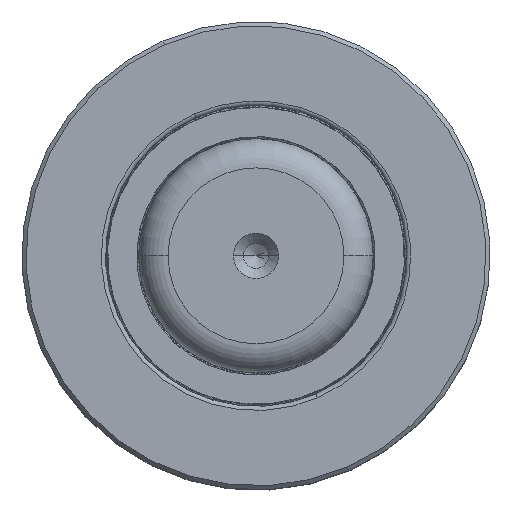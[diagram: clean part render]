
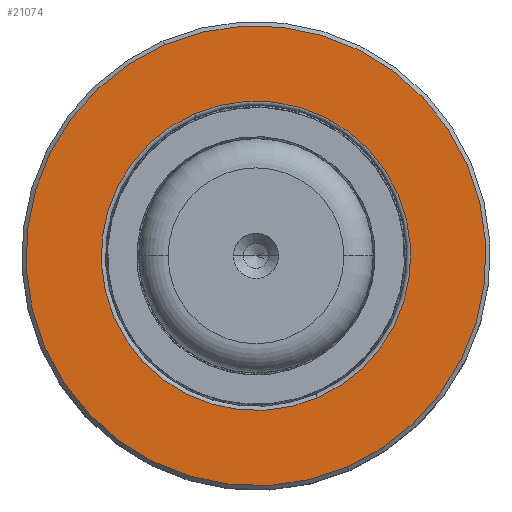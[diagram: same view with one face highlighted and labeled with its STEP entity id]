
A CAD part, top view. The second image highlights one B-rep face of the part: STEP entity #21074.
In plain terms, the highlighted face is planar.
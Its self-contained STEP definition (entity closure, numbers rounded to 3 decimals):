
#2541 = AXIS2_PLACEMENT_3D ( 'NONE', #18928, #39325, #8402 ) ;
#3011 = ORIENTED_EDGE ( 'NONE', *, *, #3383, .F. ) ;
#3383 = EDGE_CURVE ( 'NONE', #31469, #31013, #40172, .T. ) ;
#4120 = FACE_OUTER_BOUND ( 'NONE', #13761, .T. ) ;
#8402 = DIRECTION ( 'NONE',  ( 0., 0., -1. ) ) ;
#10926 = CARTESIAN_POINT ( 'NONE',  ( 0., 18.687, 0. ) ) ;
#11558 = CIRCLE ( 'NONE', #2541, 18.5 ) ;
#12117 = CARTESIAN_POINT ( 'NONE',  ( 0., 18.687, 0. ) ) ;
#13654 = DIRECTION ( 'NONE',  ( 0., 0., -1. ) ) ;
#13761 = EDGE_LOOP ( 'NONE', ( #33434, #3011 ) ) ;
#14363 = CARTESIAN_POINT ( 'NONE',  ( 0., 18.687, -27.5 ) ) ;
#14909 = CARTESIAN_POINT ( 'NONE',  ( 0., 18.687, 27.5 ) ) ;
#15812 = CARTESIAN_POINT ( 'NONE',  ( 27.5, 18.687, 0. ) ) ;
#15966 = DIRECTION ( 'NONE',  ( 0., -1., 0. ) ) ;
#16551 = ORIENTED_EDGE ( 'NONE', *, *, #39975, .T. ) ;
#17567 = AXIS2_PLACEMENT_3D ( 'NONE', #20805, #37213, #13654 ) ;
#17859 = EDGE_CURVE ( 'NONE', #31013, #31469, #41946, .T. ) ;
#18917 = CIRCLE ( 'NONE', #34845, 18.5 ) ;
#18928 = CARTESIAN_POINT ( 'NONE',  ( 0., 18.687, 0. ) ) ;
#18963 = DIRECTION ( 'NONE',  ( 0., 0., -1. ) ) ;
#20805 = CARTESIAN_POINT ( 'NONE',  ( 0., 18.687, 0. ) ) ;
#21074 = ADVANCED_FACE ( 'NONE', ( #25370, #4120 ), #33225, .T. ) ;
#21187 = DIRECTION ( 'NONE',  ( 0., 0., -1. ) ) ;
#22709 = VERTEX_POINT ( 'NONE', #38679 ) ;
#23009 = EDGE_CURVE ( 'NONE', #27601, #22709, #18917, .T. ) ;
#24763 = DIRECTION ( 'NONE',  ( 0., -1., 0. ) ) ;
#25370 = FACE_BOUND ( 'NONE', #42427, .T. ) ;
#27601 = VERTEX_POINT ( 'NONE', #29605 ) ;
#29369 = DIRECTION ( 'NONE',  ( 0., 1., 0. ) ) ;
#29605 = CARTESIAN_POINT ( 'NONE',  ( 0., 18.687, 18.5 ) ) ;
#31013 = VERTEX_POINT ( 'NONE', #14363 ) ;
#31469 = VERTEX_POINT ( 'NONE', #14909 ) ;
#33225 = PLANE ( 'NONE',  #37402 ) ;
#33434 = ORIENTED_EDGE ( 'NONE', *, *, #17859, .F. ) ;
#34845 = AXIS2_PLACEMENT_3D ( 'NONE', #12117, #15966, #18963 ) ;
#36099 = DIRECTION ( 'NONE',  ( 0., 0., 1. ) ) ;
#36554 = ORIENTED_EDGE ( 'NONE', *, *, #23009, .T. ) ;
#37213 = DIRECTION ( 'NONE',  ( 0., -1., 0. ) ) ;
#37402 = AXIS2_PLACEMENT_3D ( 'NONE', #15812, #29369, #36099 ) ;
#38518 = AXIS2_PLACEMENT_3D ( 'NONE', #10926, #24763, #21187 ) ;
#38679 = CARTESIAN_POINT ( 'NONE',  ( 0., 18.687, -18.5 ) ) ;
#39325 = DIRECTION ( 'NONE',  ( 0., -1., 0. ) ) ;
#39975 = EDGE_CURVE ( 'NONE', #22709, #27601, #11558, .T. ) ;
#40172 = CIRCLE ( 'NONE', #38518, 27.5 ) ;
#41946 = CIRCLE ( 'NONE', #17567, 27.5 ) ;
#42427 = EDGE_LOOP ( 'NONE', ( #16551, #36554 ) ) ;
